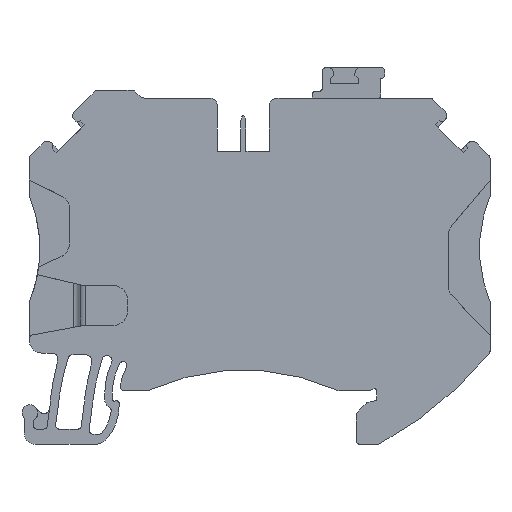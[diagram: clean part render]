
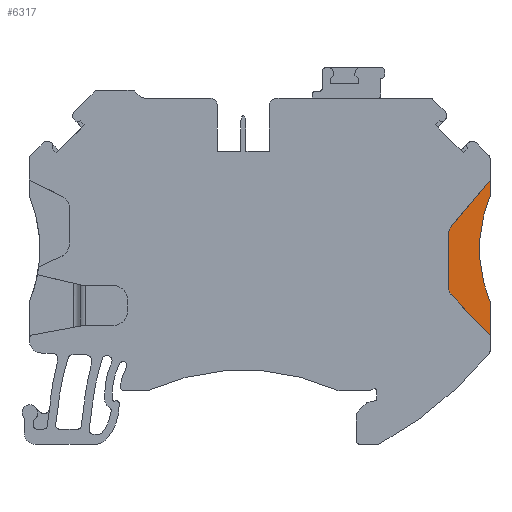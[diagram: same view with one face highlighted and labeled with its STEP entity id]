
A CAD part, front view. The second image highlights one B-rep face of the part: STEP entity #6317.
In plain terms, the highlighted planar face has unit normal (0, -1, 0).
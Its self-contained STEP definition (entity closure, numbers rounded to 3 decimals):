
#230=LINE('',#8621,#697);
#232=LINE('',#8627,#699);
#233=LINE('',#8629,#700);
#234=LINE('',#8631,#701);
#235=LINE('',#8635,#702);
#697=VECTOR('',#7199,1000.);
#699=VECTOR('',#7205,1000.);
#700=VECTOR('',#7206,1000.);
#701=VECTOR('',#7207,1000.);
#702=VECTOR('',#7210,1000.);
#1226=ORIENTED_EDGE('',*,*,#2577,.F.);
#1227=ORIENTED_EDGE('',*,*,#2574,.T.);
#1228=ORIENTED_EDGE('',*,*,#2578,.F.);
#1229=ORIENTED_EDGE('',*,*,#2579,.F.);
#1230=ORIENTED_EDGE('',*,*,#2580,.T.);
#1231=ORIENTED_EDGE('',*,*,#2581,.F.);
#2574=EDGE_CURVE('',#3244,#3242,#230,.F.);
#2577=EDGE_CURVE('',#3244,#3246,#232,.T.);
#2578=EDGE_CURVE('',#3247,#3242,#233,.T.);
#2579=EDGE_CURVE('',#3248,#3247,#234,.T.);
#2580=EDGE_CURVE('',#3248,#3249,#3651,.F.);
#2581=EDGE_CURVE('',#3246,#3249,#235,.T.);
#3242=VERTEX_POINT('',#8619);
#3244=VERTEX_POINT('',#8622);
#3246=VERTEX_POINT('',#8628);
#3247=VERTEX_POINT('',#8630);
#3248=VERTEX_POINT('',#8632);
#3249=VERTEX_POINT('',#8634);
#3651=CIRCLE('',#6598,17.875);
#3868=EDGE_LOOP('',(#1226,#1227,#1228,#1229,#1230,#1231));
#4145=FACE_BOUND('',#3868,.T.);
#4411=PLANE('',#6597);
#6317=ADVANCED_FACE('',(#4145),#4411,.T.);
#6597=AXIS2_PLACEMENT_3D('',#8626,#7203,#7204);
#6598=AXIS2_PLACEMENT_3D('',#8633,#7208,#7209);
#7199=DIRECTION('',(0.,0.,1.));
#7203=DIRECTION('',(0.,-1.,0.));
#7204=DIRECTION('',(0.,0.,-1.));
#7205=DIRECTION('',(0.642,0.,0.766));
#7206=DIRECTION('',(-0.688,0.,0.725));
#7207=DIRECTION('',(0.,0.,-1.));
#7208=DIRECTION('',(0.,-1.,0.));
#7209=DIRECTION('',(0.,0.,-1.));
#7210=DIRECTION('',(0.,0.,-1.));
#8619=CARTESIAN_POINT('',(25.362,2.62,-7.469));
#8621=CARTESIAN_POINT('',(25.362,2.62,-7.086));
#8622=CARTESIAN_POINT('',(25.362,2.62,0.743));
#8626=CARTESIAN_POINT('',(0.,2.62,0.));
#8627=CARTESIAN_POINT('',(24.11,2.62,-0.75));
#8628=CARTESIAN_POINT('',(30.8,2.62,7.23));
#8629=CARTESIAN_POINT('',(24.11,2.62,-6.15));
#8630=CARTESIAN_POINT('',(30.8,2.62,-13.201));
#8631=CARTESIAN_POINT('',(30.8,2.62,7.23));
#8632=CARTESIAN_POINT('',(30.8,2.62,-8.699));
#8633=CARTESIAN_POINT('',(47.3,2.62,-1.824));
#8634=CARTESIAN_POINT('',(30.8,2.62,5.051));
#8635=CARTESIAN_POINT('',(30.8,2.62,7.23));
